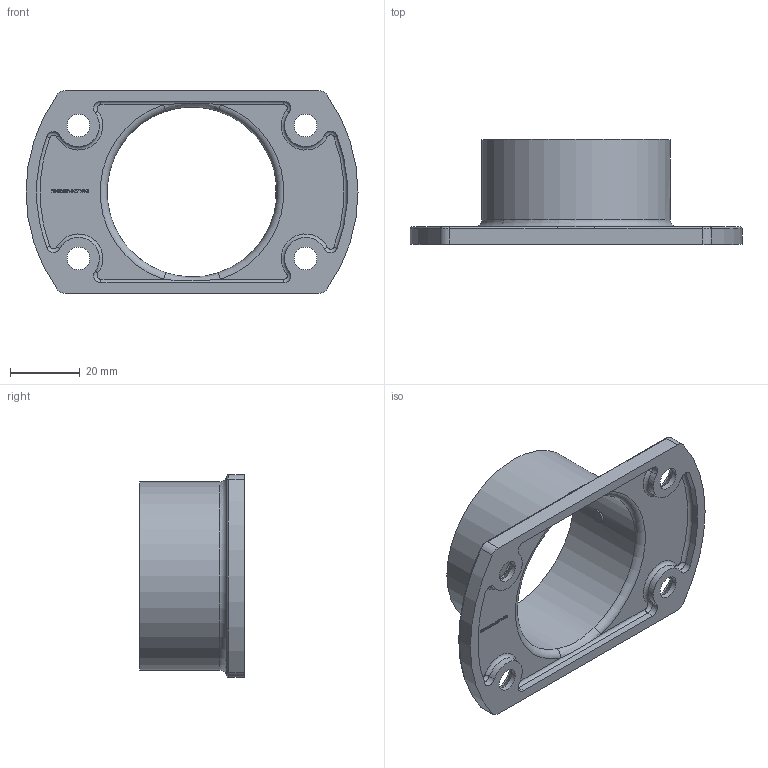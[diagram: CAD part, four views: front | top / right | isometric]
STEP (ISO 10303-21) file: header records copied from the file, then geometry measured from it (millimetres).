
FILE_DESCRIPTION (( 'STEP AP203' ), '1' );
FILE_NAME ('54172-240.step', '2021-11-26T07:26:31', ( '' ), ( '' ), 'SwSTEP 2.0', 'SolidWorks 2018', '' );
FILE_SCHEMA (( 'CONFIG_CONTROL_DESIGN' ));
Length unit declared in the file: millimetre
Products named in the file (5): DIN913 M5x3_DIN913 M5x6; 54172-240 Teil1; 54172-240; DIN913 M5x3
Assembly tree (2 placements, depth 2):
  54172-240
    54172-240 Teil1
    DIN913 M5x3_DIN913 M5x6
  54172-240 Teil1
  DIN913 M5x3
Bounding box: 95 x 30 x 58 mm (x, y, z)
Volume: 20258.7 mm3; surface area: 16928.1 mm2
Topology: 2 solids, 2 shells, 298 faces, 768 edges, 498 vertices
Faces by surface type: plane 156, bspline 75, cylinder 38, torus 23, cone 6
Full cylindrical faces by diameter (mm): 4.2 x1, 5 x1, 6.5 x4, 12.5 x4, 48.6 x1, 54 x1
Entity records: 13488 total; most frequent: CARTESIAN_POINT 6270, ORIENTED_EDGE 1492, DIRECTION 1173, EDGE_CURVE 746, VERTEX_POINT 495, LINE 473, VECTOR 473, EDGE_LOOP 353
